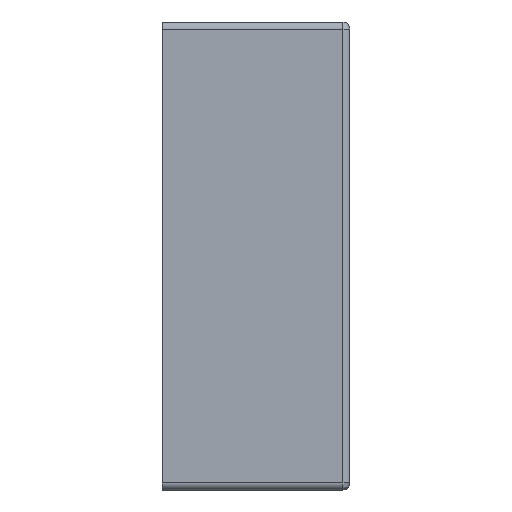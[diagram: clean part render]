
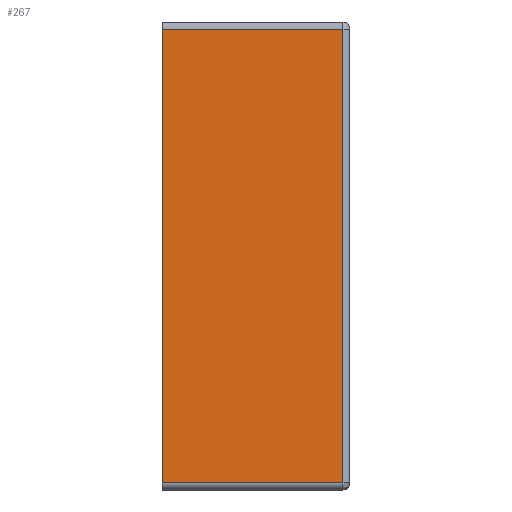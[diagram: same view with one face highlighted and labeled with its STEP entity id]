
A CAD part, left-side view. The second image highlights one B-rep face of the part: STEP entity #267.
In plain terms, the highlighted planar face has unit normal (-1, 0, 0).
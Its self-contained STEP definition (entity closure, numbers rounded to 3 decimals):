
#17=PLANE('',#305);
#31=LINE('',#615,#51);
#34=LINE('',#627,#54);
#37=LINE('',#648,#57);
#40=LINE('',#653,#60);
#51=VECTOR('',#349,10.93);
#54=VECTOR('',#354,10.);
#57=VECTOR('',#361,10.);
#60=VECTOR('',#368,10.93);
#77=FACE_OUTER_BOUND('',#95,.T.);
#95=EDGE_LOOP('',(#227,#228,#229,#230));
#116=VERTEX_POINT('',#426);
#122=VERTEX_POINT('',#536);
#129=VERTEX_POINT('',#623);
#134=VERTEX_POINT('',#646);
#156=EDGE_CURVE('',#116,#122,#31,.T.);
#160=EDGE_CURVE('',#122,#129,#34,.T.);
#165=EDGE_CURVE('',#134,#116,#37,.T.);
#168=EDGE_CURVE('',#134,#129,#40,.T.);
#227=ORIENTED_EDGE('',*,*,#160,.F.);
#228=ORIENTED_EDGE('',*,*,#156,.F.);
#229=ORIENTED_EDGE('',*,*,#165,.F.);
#230=ORIENTED_EDGE('',*,*,#168,.T.);
#267=ADVANCED_FACE('',(#77),#17,.T.);
#305=AXIS2_PLACEMENT_3D('',#656,#371,#372);
#349=DIRECTION('',(0.,0.,-1.));
#354=DIRECTION('',(0.,1.,0.));
#361=DIRECTION('',(0.,-1.,0.));
#368=DIRECTION('',(0.,0.,-1.));
#371=DIRECTION('center_axis',(-1.,0.,0.));
#372=DIRECTION('ref_axis',(0.,0.,1.));
#426=CARTESIAN_POINT('',(-2.7,-1.425,2.077));
#536=CARTESIAN_POINT('',(-2.7,-1.425,0.383));
#615=CARTESIAN_POINT('',(-2.7,-1.425,1.667));
#623=CARTESIAN_POINT('',(-2.7,-0.75,0.383));
#627=CARTESIAN_POINT('',(-2.7,-0.75,0.383));
#646=CARTESIAN_POINT('',(-2.7,-0.75,2.077));
#648=CARTESIAN_POINT('',(-2.7,-0.75,2.077));
#653=CARTESIAN_POINT('',(-2.7,-0.75,2.104));
#656=CARTESIAN_POINT('Origin',(-2.7,-0.75,2.104));
